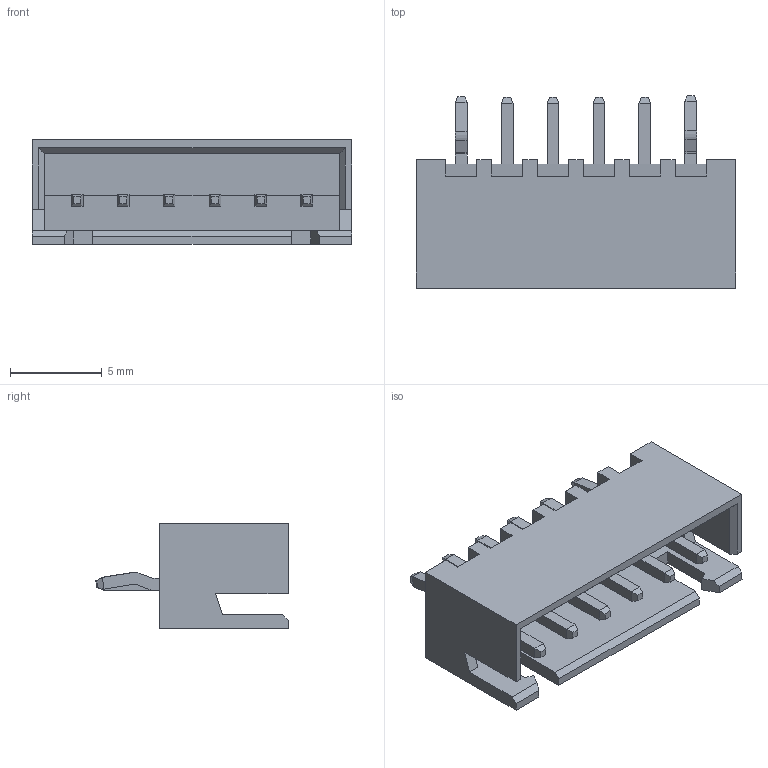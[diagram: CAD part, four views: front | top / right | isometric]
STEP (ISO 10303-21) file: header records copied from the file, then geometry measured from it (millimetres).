
FILE_DESCRIPTION( ('This file contains a STEP AP42 implementation' ,'as created by ZW3D STEP Interface translator.') ,'2;1' );
FILE_NAME( 'WF2501-WSXXX01.stp' ,'23 425. 83536', (''), ('ZWCAD Software Co.'), 'Version 1.0', 'ZW3D to STEP translator', '' );
FILE_SCHEMA(('AUTOMOTIVE_DESIGN { 1 0 10303 214 1 1 1 1 }'));
Length unit declared in the file: millimetre
Products named in the file (2): 0; WF2501-WSXXX01
Bounding box: 17.4 x 10.48 x 5.7 mm (x, y, z)
Volume: 313.5 mm3; surface area: 858.6 mm2
Topology: 1 solids, 1 shells, 226 faces, 604 edges, 386 vertices
Faces by surface type: plane 211, bspline 13, cylinder 2
Entity records: 7953 total; most frequent: CARTESIAN_POINT 2712, ORIENTED_EDGE 1208, DIRECTION 740, EDGE_CURVE 604, VERTEX_POINT 386, VECTOR 312, LINE 312, B_SPLINE_CURVE_WITH_KNOTS 292
